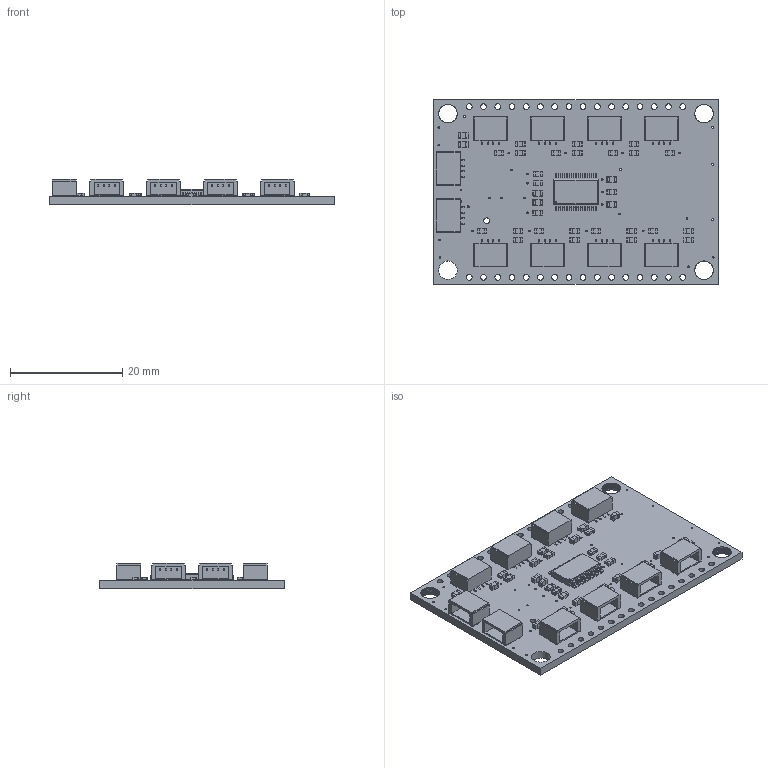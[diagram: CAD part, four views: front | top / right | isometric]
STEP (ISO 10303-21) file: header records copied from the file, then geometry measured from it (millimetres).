
FILE_DESCRIPTION(/* description */ (''),/* implementation_level */ '2;1');
FILE_NAME(/* name */ 'IFB-10011-R00 - 8-ch I2C Mux TCA9548A v4.step',/* time_stamp */ '2020-10-02T17:12:02-05:00',/* author */ (''),/* organization */ (''),/* preprocessor_version */ 'ST-DEVELOPER v18.1',/* originating_system */ 'Autodesk Translation Framework v9.3.0.1241',/* authorisation */ '');
FILE_SCHEMA (('AUTOMOTIVE_DESIGN { 1 0 10303 214 3 1 1 }'));
Length unit declared in the file: millimetre
Products named in the file (7): IFB-10011-R00 - 8-ch I2C Mux TCA9548A; Board; Packages; SM04B-SRSS-TB; -PW-TSSOP24; C0603K; R0603
Assembly tree (45 placements, depth 3):
  IFB-10011-R00 - 8-ch I2C Mux TCA9548A
    Board
    Packages
      SM04B-SRSS-TB  x10
      -PW-TSSOP24
      C0603K  x10
      R0603  x22
Bounding box: 50.8 x 33.02 x 4.5 mm (x, y, z)
Volume: 2869.1 mm3; surface area: 5828.3 mm2
Topology: 44 solids, 44 shells, 2940 faces, 6839 edges, 4126 vertices
Faces by surface type: plane 1863, cylinder 725, sphere 352
Full cylindrical faces by diameter (mm): 0.3 x1, 0.305 x66, 1.016 x33, 3.302 x1
Entity records: 29017 total; most frequent: CARTESIAN_POINT 4919, ORIENTED_EDGE 4822, DIRECTION 4705, EDGE_CURVE 2411, LINE 1969, VECTOR 1969, VERTEX_POINT 1582, AXIS2_PLACEMENT_3D 1368
